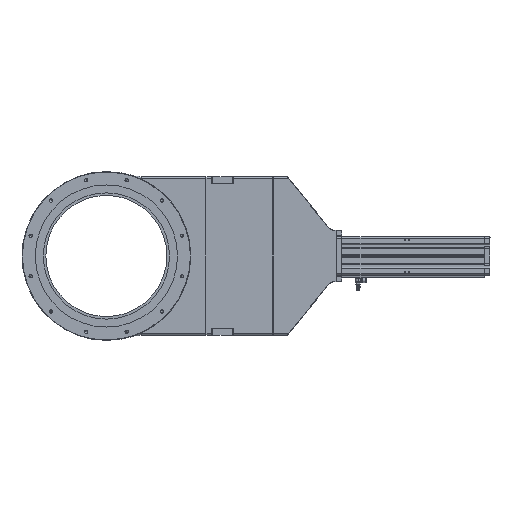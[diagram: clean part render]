
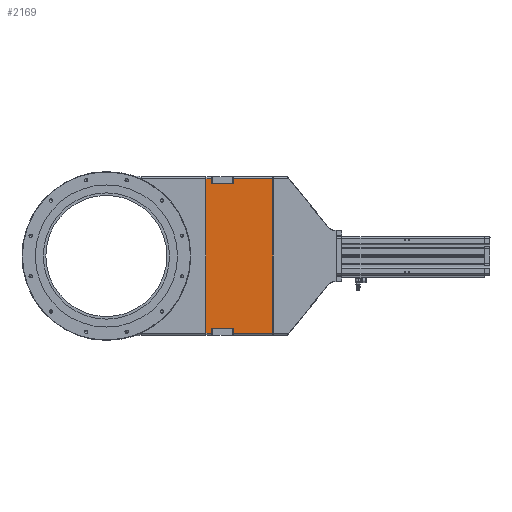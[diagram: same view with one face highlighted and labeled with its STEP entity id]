
A CAD part, front view. The second image highlights one B-rep face of the part: STEP entity #2169.
In plain terms, the highlighted planar face has unit normal (0, -1, 0).
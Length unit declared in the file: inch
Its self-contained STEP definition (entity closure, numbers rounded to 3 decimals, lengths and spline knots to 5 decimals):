
#639 = CARTESIAN_POINT ( 'NONE',  ( 0.59055, -1.5748, 7.87402 ) ) ;
#707 = DIRECTION ( 'NONE',  ( 0., 0., -1. ) ) ;
#1359 = CARTESIAN_POINT ( 'NONE',  ( 0.59055, -1.5748, 7.16535 ) ) ;
#1394 = CARTESIAN_POINT ( 'NONE',  ( 2.75591, -1.5748, 7.87402 ) ) ;
#2169 = ADVANCED_FACE ( 'NONE', ( #10870 ), #50298, .F. ) ;
#3045 = ORIENTED_EDGE ( 'NONE', *, *, #12824, .T. ) ;
#3100 = VECTOR ( 'NONE', #62537, 39.37008 ) ;
#3643 = DIRECTION ( 'NONE',  ( -1., 0., 0. ) ) ;
#4682 = DIRECTION ( 'NONE',  ( -1., 0., 0. ) ) ;
#6600 = LINE ( 'NONE', #6905, #44979 ) ;
#6753 = ORIENTED_EDGE ( 'NONE', *, *, #40206, .F. ) ;
#6905 = CARTESIAN_POINT ( 'NONE',  ( 3.34646, -1.5748, -7.67717 ) ) ;
#7612 = VERTEX_POINT ( 'NONE', #18252 ) ;
#7815 = ORIENTED_EDGE ( 'NONE', *, *, #60687, .T. ) ;
#8601 = VERTEX_POINT ( 'NONE', #31745 ) ;
#9521 = CARTESIAN_POINT ( 'NONE',  ( 2.75591, -1.5748, 7.67717 ) ) ;
#9732 = EDGE_CURVE ( 'NONE', #7612, #29217, #27961, .T. ) ;
#9856 = CARTESIAN_POINT ( 'NONE',  ( 3.32677, -1.5748, 7.67717 ) ) ;
#10029 = CARTESIAN_POINT ( 'NONE',  ( 3.32677, -1.5748, -7.67717 ) ) ;
#10100 = EDGE_CURVE ( 'NONE', #47933, #8601, #20725, .T. ) ;
#10839 = ORIENTED_EDGE ( 'NONE', *, *, #50596, .T. ) ;
#10870 = FACE_OUTER_BOUND ( 'NONE', #43081, .T. ) ;
#12824 = EDGE_CURVE ( 'NONE', #24284, #8601, #6600, .T. ) ;
#15268 = VECTOR ( 'NONE', #56021, 39.37008 ) ;
#16038 = CARTESIAN_POINT ( 'NONE',  ( 3.34646, -1.5748, 7.87402 ) ) ;
#16679 = DIRECTION ( 'NONE',  ( 0., 1., 0. ) ) ;
#17767 = EDGE_CURVE ( 'NONE', #34991, #47933, #49403, .T. ) ;
#18252 = CARTESIAN_POINT ( 'NONE',  ( 0.59055, -1.5748, 7.67717 ) ) ;
#18722 = AXIS2_PLACEMENT_3D ( 'NONE', #16038, #16679, #55475 ) ;
#20725 = LINE ( 'NONE', #44321, #59421 ) ;
#21558 = ORIENTED_EDGE ( 'NONE', *, *, #10100, .F. ) ;
#22650 = DIRECTION ( 'NONE',  ( 0., 0., 1. ) ) ;
#24052 = ORIENTED_EDGE ( 'NONE', *, *, #48194, .T. ) ;
#24085 = CARTESIAN_POINT ( 'NONE',  ( 2.75591, -1.5748, -7.67717 ) ) ;
#24284 = VERTEX_POINT ( 'NONE', #26745 ) ;
#24579 = VERTEX_POINT ( 'NONE', #24085 ) ;
#24732 = VECTOR ( 'NONE', #45222, 39.37008 ) ;
#24835 = DIRECTION ( 'NONE',  ( -1., 0., 0. ) ) ;
#25505 = LINE ( 'NONE', #639, #24732 ) ;
#25950 = LINE ( 'NONE', #1394, #43165 ) ;
#25975 = DIRECTION ( 'NONE',  ( 1., 0., 0. ) ) ;
#26571 = ORIENTED_EDGE ( 'NONE', *, *, #17767, .F. ) ;
#26745 = CARTESIAN_POINT ( 'NONE',  ( -3.32677, -1.5748, -7.67717 ) ) ;
#27722 = VECTOR ( 'NONE', #707, 39.37008 ) ;
#27961 = LINE ( 'NONE', #63827, #62451 ) ;
#28491 = EDGE_CURVE ( 'NONE', #61804, #58770, #41698, .T. ) ;
#29217 = VERTEX_POINT ( 'NONE', #33871 ) ;
#30121 = LINE ( 'NONE', #39784, #27722 ) ;
#31214 = ORIENTED_EDGE ( 'NONE', *, *, #49077, .T. ) ;
#31745 = CARTESIAN_POINT ( 'NONE',  ( 0.59055, -1.5748, -7.67717 ) ) ;
#32627 = VECTOR ( 'NONE', #40298, 39.37008 ) ;
#33871 = CARTESIAN_POINT ( 'NONE',  ( -3.32677, -1.5748, 7.67717 ) ) ;
#34991 = VERTEX_POINT ( 'NONE', #62697 ) ;
#35956 = DIRECTION ( 'NONE',  ( 0., 0., -1. ) ) ;
#35982 = VECTOR ( 'NONE', #3643, 39.37008 ) ;
#36406 = LINE ( 'NONE', #61028, #32627 ) ;
#37218 = CARTESIAN_POINT ( 'NONE',  ( 2.75591, -1.5748, -7.87402 ) ) ;
#37498 = VECTOR ( 'NONE', #22650, 39.37008 ) ;
#38134 = CARTESIAN_POINT ( 'NONE',  ( 2.75591, -1.5748, 7.16535 ) ) ;
#39552 = ORIENTED_EDGE ( 'NONE', *, *, #28491, .T. ) ;
#39784 = CARTESIAN_POINT ( 'NONE',  ( -3.32677, -1.5748, 7.87402 ) ) ;
#40206 = EDGE_CURVE ( 'NONE', #24579, #34991, #57296, .T. ) ;
#40298 = DIRECTION ( 'NONE',  ( 1., 0., 0. ) ) ;
#41698 = LINE ( 'NONE', #61476, #37498 ) ;
#42056 = ORIENTED_EDGE ( 'NONE', *, *, #54995, .T. ) ;
#43081 = EDGE_LOOP ( 'NONE', ( #26571, #6753, #42056, #39552, #31214, #24052, #61256, #7815, #55501, #10839, #3045, #21558 ) ) ;
#43165 = VECTOR ( 'NONE', #35956, 39.37008 ) ;
#43680 = LINE ( 'NONE', #48876, #35982 ) ;
#44321 = CARTESIAN_POINT ( 'NONE',  ( 0.59055, -1.5748, -7.87402 ) ) ;
#44979 = VECTOR ( 'NONE', #25975, 39.37008 ) ;
#45222 = DIRECTION ( 'NONE',  ( 0., 0., 1. ) ) ;
#47933 = VERTEX_POINT ( 'NONE', #55145 ) ;
#48028 = VERTEX_POINT ( 'NONE', #9521 ) ;
#48194 = EDGE_CURVE ( 'NONE', #48028, #61707, #25950, .T. ) ;
#48876 = CARTESIAN_POINT ( 'NONE',  ( 3.34646, -1.5748, 7.67717 ) ) ;
#49077 = EDGE_CURVE ( 'NONE', #58770, #48028, #43680, .T. ) ;
#49403 = LINE ( 'NONE', #60091, #60954 ) ;
#50298 = PLANE ( 'NONE',  #18722 ) ;
#50596 = EDGE_CURVE ( 'NONE', #29217, #24284, #30121, .T. ) ;
#51853 = EDGE_CURVE ( 'NONE', #61707, #61500, #57369, .T. ) ;
#54995 = EDGE_CURVE ( 'NONE', #24579, #61804, #36406, .T. ) ;
#55145 = CARTESIAN_POINT ( 'NONE',  ( 0.59055, -1.5748, -7.16535 ) ) ;
#55475 = DIRECTION ( 'NONE',  ( 1., 0., 0. ) ) ;
#55501 = ORIENTED_EDGE ( 'NONE', *, *, #9732, .T. ) ;
#56021 = DIRECTION ( 'NONE',  ( 0., 0., 1. ) ) ;
#57296 = LINE ( 'NONE', #37218, #15268 ) ;
#57369 = LINE ( 'NONE', #61272, #3100 ) ;
#58770 = VERTEX_POINT ( 'NONE', #9856 ) ;
#59421 = VECTOR ( 'NONE', #63753, 39.37008 ) ;
#60091 = CARTESIAN_POINT ( 'NONE',  ( 2.75591, -1.5748, -7.16535 ) ) ;
#60687 = EDGE_CURVE ( 'NONE', #61500, #7612, #25505, .T. ) ;
#60954 = VECTOR ( 'NONE', #24835, 39.37008 ) ;
#61028 = CARTESIAN_POINT ( 'NONE',  ( 3.34646, -1.5748, -7.67717 ) ) ;
#61256 = ORIENTED_EDGE ( 'NONE', *, *, #51853, .T. ) ;
#61272 = CARTESIAN_POINT ( 'NONE',  ( 2.75591, -1.5748, 7.16535 ) ) ;
#61476 = CARTESIAN_POINT ( 'NONE',  ( 3.32677, -1.5748, 7.67717 ) ) ;
#61500 = VERTEX_POINT ( 'NONE', #1359 ) ;
#61707 = VERTEX_POINT ( 'NONE', #38134 ) ;
#61804 = VERTEX_POINT ( 'NONE', #10029 ) ;
#62451 = VECTOR ( 'NONE', #4682, 39.37008 ) ;
#62537 = DIRECTION ( 'NONE',  ( -1., 0., 0. ) ) ;
#62697 = CARTESIAN_POINT ( 'NONE',  ( 2.75591, -1.5748, -7.16535 ) ) ;
#63753 = DIRECTION ( 'NONE',  ( 0., 0., -1. ) ) ;
#63827 = CARTESIAN_POINT ( 'NONE',  ( 3.34646, -1.5748, 7.67717 ) ) ;
